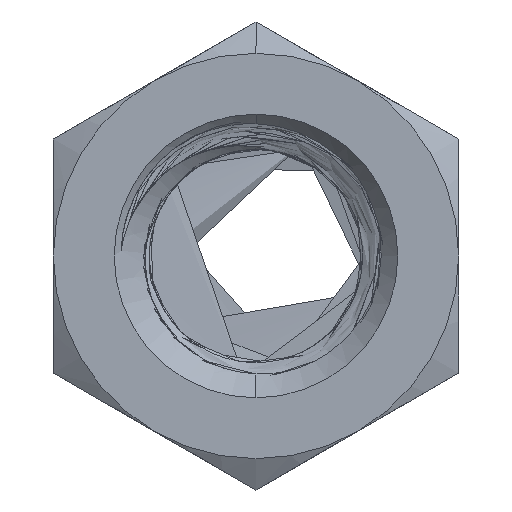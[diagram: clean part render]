
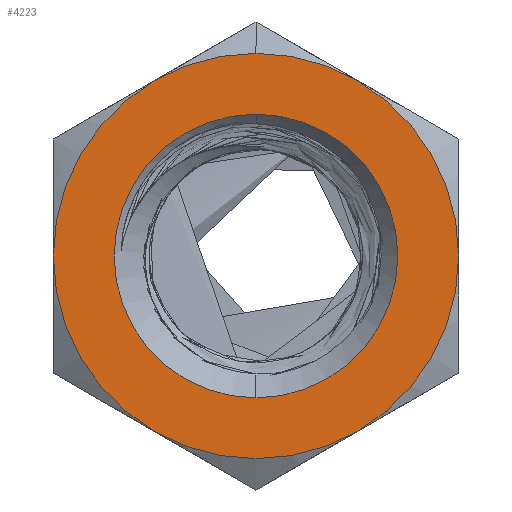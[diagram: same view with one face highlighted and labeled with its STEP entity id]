
A CAD part, left-side view. The second image highlights one B-rep face of the part: STEP entity #4223.
In plain terms, the highlighted planar face has unit normal (-1, 0, 0).
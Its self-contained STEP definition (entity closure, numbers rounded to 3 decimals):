
#45 = CIRCLE ( 'NONE', #4213, 2.25 ) ;
#63 = DIRECTION ( 'NONE',  ( 0., 0., -1. ) ) ;
#162 = VERTEX_POINT ( 'NONE', #2411 ) ;
#219 = CARTESIAN_POINT ( 'NONE',  ( 0., 0., -1.575 ) ) ;
#229 = AXIS2_PLACEMENT_3D ( 'NONE', #1192, #1603, #2709 ) ;
#253 = EDGE_CURVE ( 'NONE', #162, #1355, #2728, .T. ) ;
#262 = CARTESIAN_POINT ( 'NONE',  ( 0., -1.125, 1.949 ) ) ;
#287 = EDGE_CURVE ( 'NONE', #2749, #3353, #2210, .T. ) ;
#338 = ORIENTED_EDGE ( 'NONE', *, *, #2482, .F. ) ;
#449 = AXIS2_PLACEMENT_3D ( 'NONE', #3705, #659, #4467 ) ;
#528 = CARTESIAN_POINT ( 'NONE',  ( 0., 0., 0. ) ) ;
#585 = CARTESIAN_POINT ( 'NONE',  ( 0., 0., 0. ) ) ;
#619 = CIRCLE ( 'NONE', #3718, 2.25 ) ;
#644 = ORIENTED_EDGE ( 'NONE', *, *, #4030, .F. ) ;
#659 = DIRECTION ( 'NONE',  ( 1., 0., 0. ) ) ;
#726 = DIRECTION ( 'NONE',  ( 0., 0., -1. ) ) ;
#745 = AXIS2_PLACEMENT_3D ( 'NONE', #585, #1702, #2512 ) ;
#811 = VERTEX_POINT ( 'NONE', #262 ) ;
#831 = CARTESIAN_POINT ( 'NONE',  ( 0., 0., 0. ) ) ;
#848 = DIRECTION ( 'NONE',  ( 0., 0., -1. ) ) ;
#897 = AXIS2_PLACEMENT_3D ( 'NONE', #528, #912, #1295 ) ;
#912 = DIRECTION ( 'NONE',  ( -1., 0., 0. ) ) ;
#979 = CARTESIAN_POINT ( 'NONE',  ( 0., 0., 2.25 ) ) ;
#1192 = CARTESIAN_POINT ( 'NONE',  ( 0., 0., 0. ) ) ;
#1282 = CARTESIAN_POINT ( 'NONE',  ( 0., 0., 0. ) ) ;
#1288 = ORIENTED_EDGE ( 'NONE', *, *, #1891, .T. ) ;
#1295 = DIRECTION ( 'NONE',  ( 0., 0., 1. ) ) ;
#1355 = VERTEX_POINT ( 'NONE', #4145 ) ;
#1356 = ORIENTED_EDGE ( 'NONE', *, *, #253, .F. ) ;
#1422 = ORIENTED_EDGE ( 'NONE', *, *, #287, .F. ) ;
#1503 = AXIS2_PLACEMENT_3D ( 'NONE', #2797, #4642, #1609 ) ;
#1603 = DIRECTION ( 'NONE',  ( 1., 0., 0. ) ) ;
#1609 = DIRECTION ( 'NONE',  ( 0., 0., -1. ) ) ;
#1651 = EDGE_CURVE ( 'NONE', #1355, #2576, #3211, .T. ) ;
#1697 = FACE_BOUND ( 'NONE', #3921, .T. ) ;
#1702 = DIRECTION ( 'NONE',  ( 1., 0., 0. ) ) ;
#1841 = AXIS2_PLACEMENT_3D ( 'NONE', #4153, #3019, #726 ) ;
#1875 = CIRCLE ( 'NONE', #449, 2.25 ) ;
#1891 = EDGE_CURVE ( 'NONE', #2749, #2452, #619, .T. ) ;
#1906 = CIRCLE ( 'NONE', #1503, 2.25 ) ;
#1935 = CARTESIAN_POINT ( 'NONE',  ( 0., 0., 0. ) ) ;
#2046 = CIRCLE ( 'NONE', #2958, 1.575 ) ;
#2210 = CIRCLE ( 'NONE', #2745, 2.25 ) ;
#2306 = CARTESIAN_POINT ( 'NONE',  ( 0., 1.125, -1.949 ) ) ;
#2408 = EDGE_CURVE ( 'NONE', #811, #162, #1906, .T. ) ;
#2411 = CARTESIAN_POINT ( 'NONE',  ( 0., -2.25, 0. ) ) ;
#2452 = VERTEX_POINT ( 'NONE', #3899 ) ;
#2482 = EDGE_CURVE ( 'NONE', #3646, #4178, #4324, .T. ) ;
#2495 = PLANE ( 'NONE',  #745 ) ;
#2512 = DIRECTION ( 'NONE',  ( 0., 0., -1. ) ) ;
#2576 = VERTEX_POINT ( 'NONE', #2306 ) ;
#2709 = DIRECTION ( 'NONE',  ( 0., 0., -1. ) ) ;
#2728 = CIRCLE ( 'NONE', #229, 2.25 ) ;
#2741 = CARTESIAN_POINT ( 'NONE',  ( 0., 0., 0. ) ) ;
#2745 = AXIS2_PLACEMENT_3D ( 'NONE', #2741, #3126, #63 ) ;
#2749 = VERTEX_POINT ( 'NONE', #3535 ) ;
#2782 = DIRECTION ( 'NONE',  ( -1., 0., 0. ) ) ;
#2797 = CARTESIAN_POINT ( 'NONE',  ( 0., 0., 0. ) ) ;
#2958 = AXIS2_PLACEMENT_3D ( 'NONE', #1935, #2782, #3075 ) ;
#2985 = EDGE_CURVE ( 'NONE', #2576, #2452, #1875, .T. ) ;
#2997 = FACE_OUTER_BOUND ( 'NONE', #4759, .T. ) ;
#3019 = DIRECTION ( 'NONE',  ( 1., 0., 0. ) ) ;
#3075 = DIRECTION ( 'NONE',  ( 0., 0., 1. ) ) ;
#3126 = DIRECTION ( 'NONE',  ( 1., 0., 0. ) ) ;
#3211 = CIRCLE ( 'NONE', #1841, 2.25 ) ;
#3263 = DIRECTION ( 'NONE',  ( 0., 0., 1. ) ) ;
#3353 = VERTEX_POINT ( 'NONE', #979 ) ;
#3461 = DIRECTION ( 'NONE',  ( 1., 0., 0. ) ) ;
#3535 = CARTESIAN_POINT ( 'NONE',  ( 0., 1.125, 1.949 ) ) ;
#3569 = ORIENTED_EDGE ( 'NONE', *, *, #4668, .F. ) ;
#3646 = VERTEX_POINT ( 'NONE', #3691 ) ;
#3691 = CARTESIAN_POINT ( 'NONE',  ( 0., 0., 1.575 ) ) ;
#3705 = CARTESIAN_POINT ( 'NONE',  ( 0., 0., 0. ) ) ;
#3718 = AXIS2_PLACEMENT_3D ( 'NONE', #1282, #3915, #3263 ) ;
#3899 = CARTESIAN_POINT ( 'NONE',  ( 0., 2.25, 0. ) ) ;
#3915 = DIRECTION ( 'NONE',  ( -1., 0., 0. ) ) ;
#3921 = EDGE_LOOP ( 'NONE', ( #338, #3569 ) ) ;
#4030 = EDGE_CURVE ( 'NONE', #3353, #811, #45, .T. ) ;
#4145 = CARTESIAN_POINT ( 'NONE',  ( 0., -1.125, -1.949 ) ) ;
#4153 = CARTESIAN_POINT ( 'NONE',  ( 0., 0., 0. ) ) ;
#4178 = VERTEX_POINT ( 'NONE', #219 ) ;
#4213 = AXIS2_PLACEMENT_3D ( 'NONE', #831, #3461, #848 ) ;
#4223 = ADVANCED_FACE ( 'NONE', ( #1697, #2997 ), #2495, .F. ) ;
#4324 = CIRCLE ( 'NONE', #897, 1.575 ) ;
#4402 = ORIENTED_EDGE ( 'NONE', *, *, #2985, .F. ) ;
#4467 = DIRECTION ( 'NONE',  ( 0., 0., -1. ) ) ;
#4518 = ORIENTED_EDGE ( 'NONE', *, *, #1651, .F. ) ;
#4526 = ORIENTED_EDGE ( 'NONE', *, *, #2408, .F. ) ;
#4642 = DIRECTION ( 'NONE',  ( 1., 0., 0. ) ) ;
#4668 = EDGE_CURVE ( 'NONE', #4178, #3646, #2046, .T. ) ;
#4759 = EDGE_LOOP ( 'NONE', ( #4402, #4518, #1356, #4526, #644, #1422, #1288 ) ) ;
